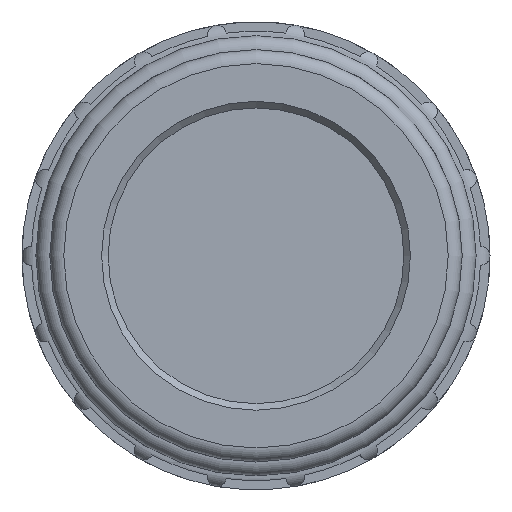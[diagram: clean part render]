
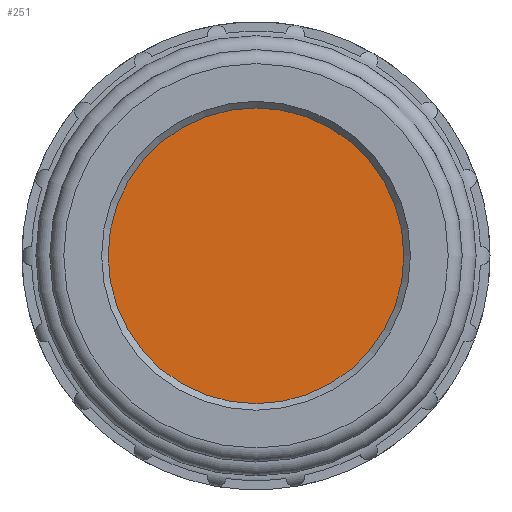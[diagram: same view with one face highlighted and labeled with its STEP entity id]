
A CAD part, left-side view. The second image highlights one B-rep face of the part: STEP entity #251.
In plain terms, the highlighted planar face has unit normal (-1, 0, 0).
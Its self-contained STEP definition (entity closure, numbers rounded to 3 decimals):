
#251 = ADVANCED_FACE( '', ( #568 ), #569, .F. );
#568 = FACE_OUTER_BOUND( '', #942, .T. );
#569 = PLANE( '', #943 );
#942 = EDGE_LOOP( '', ( #1610 ) );
#943 = AXIS2_PLACEMENT_3D( '', #1611, #1612, #1613 );
#1610 = ORIENTED_EDGE( '', *, *, #2162, .F. );
#1611 = CARTESIAN_POINT( '', ( 0.42, 0., 0. ) );
#1612 = DIRECTION( '', ( 1., 0., 0. ) );
#1613 = DIRECTION( '', ( 0., 0., -1. ) );
#2162 = EDGE_CURVE( '', #2579, #2579, #2580, .T. );
#2579 = VERTEX_POINT( '', #3188 );
#2580 = CIRCLE( '', #3189, 9.48 );
#3188 = CARTESIAN_POINT( '', ( 0.42, 0., -9.48 ) );
#3189 = AXIS2_PLACEMENT_3D( '', #4139, #4140, #4141 );
#4139 = CARTESIAN_POINT( '', ( 0.42, 0., 0. ) );
#4140 = DIRECTION( '', ( 1., 0., 0. ) );
#4141 = DIRECTION( '', ( 0., 0., -1. ) );
